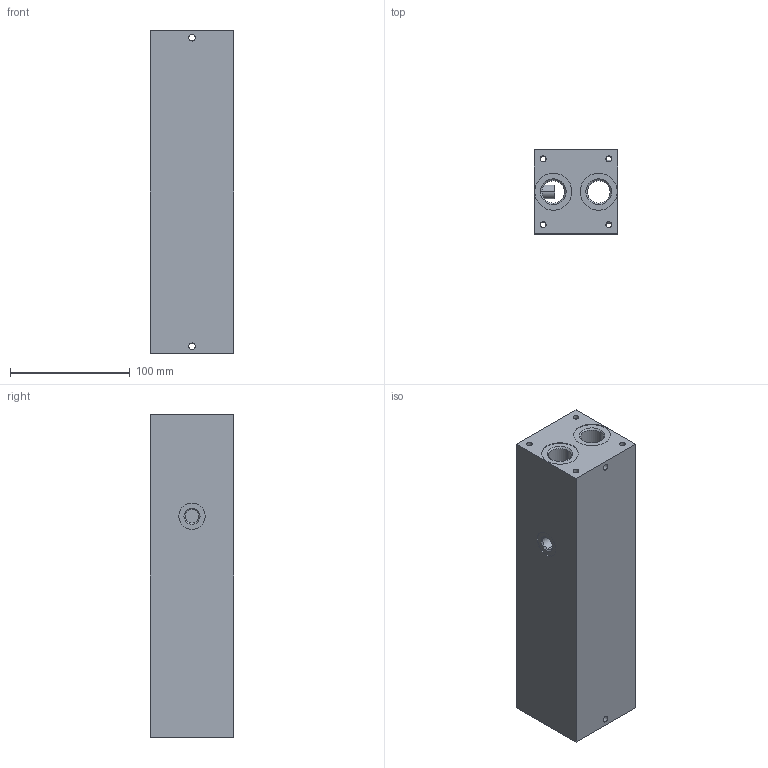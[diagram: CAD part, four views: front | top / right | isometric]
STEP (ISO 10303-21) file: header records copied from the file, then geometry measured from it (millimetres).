
FILE_DESCRIPTION (( 'STEP AP203' ), '1' );
FILE_NAME ('BM3605--1.step', '2016-11-14T13:59:29', ( 'User' ), ( '' ), 'SwSTEP 2.0', 'SolidWorks 2014', '' );
FILE_SCHEMA (( 'CONFIG_CONTROL_DESIGN' ));
Length unit declared in the file: millimetre
Products named in the file (1): BM3605--1
Bounding box: 70 x 70 x 270 mm (x, y, z)
Surface area: 111499.8 mm2 (no closed solid volume)
Topology: 0 solids, 1 shells, 225 faces, 644 edges, 436 vertices
Faces by surface type: cylinder 174, cone 30, plane 21
Entity records: 8373 total; most frequent: CARTESIAN_POINT 2101, DIRECTION 1454, ORIENTED_EDGE 1094, EDGE_CURVE 644, AXIS2_PLACEMENT_3D 619, VERTEX_POINT 436, CIRCLE 393, EDGE_LOOP 317
